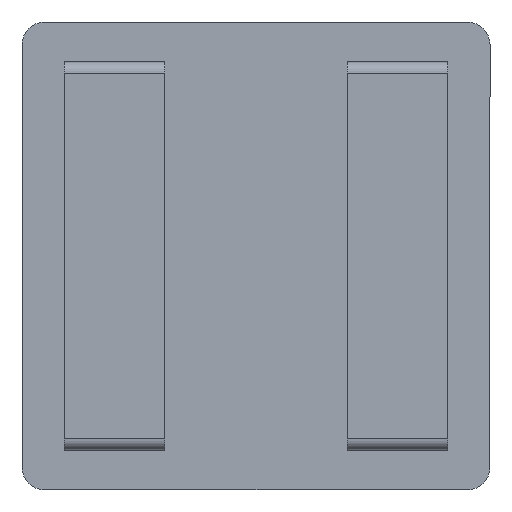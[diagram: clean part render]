
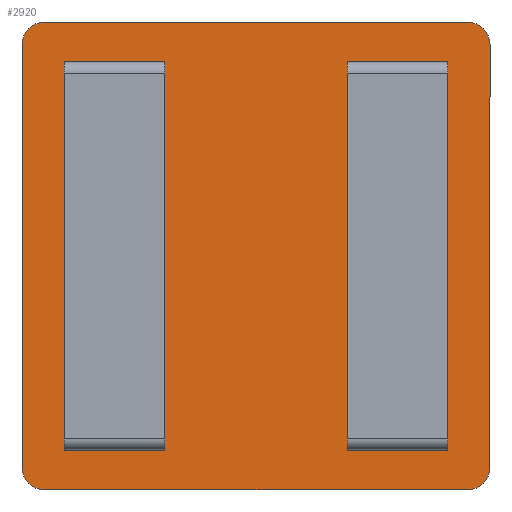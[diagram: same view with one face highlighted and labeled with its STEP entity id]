
A CAD part, front view. The second image highlights one B-rep face of the part: STEP entity #2920.
In plain terms, the highlighted planar face has unit normal (0, -1, 0).
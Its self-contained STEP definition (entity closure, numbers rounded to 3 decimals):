
#24 = VERTEX_POINT ( 'NONE', #2235 ) ;
#148 = EDGE_CURVE ( 'NONE', #3400, #603, #4002, .T. ) ;
#200 = DIRECTION ( 'NONE',  ( -1., 0., 0. ) ) ;
#271 = CARTESIAN_POINT ( 'NONE',  ( 1.68, 0., 1.7 ) ) ;
#304 = CARTESIAN_POINT ( 'NONE',  ( 1.68, 0., -1.7 ) ) ;
#390 = VECTOR ( 'NONE', #4039, 1000. ) ;
#408 = DIRECTION ( 'NONE',  ( -1., 0., 0. ) ) ;
#412 = DIRECTION ( 'NONE',  ( 0., -1., 0. ) ) ;
#423 = CARTESIAN_POINT ( 'NONE',  ( 0.8, 0., -1.7 ) ) ;
#447 = CARTESIAN_POINT ( 'NONE',  ( 2.05, 0., -2.05 ) ) ;
#480 = DIRECTION ( 'NONE',  ( 0., 0., -1. ) ) ;
#535 = CARTESIAN_POINT ( 'NONE',  ( 0.8, 0., -1.7 ) ) ;
#577 = AXIS2_PLACEMENT_3D ( 'NONE', #1084, #1651, #2587 ) ;
#603 = VERTEX_POINT ( 'NONE', #2101 ) ;
#614 = DIRECTION ( 'NONE',  ( 0., 0., 1. ) ) ;
#619 = CIRCLE ( 'NONE', #577, 0.2 ) ;
#633 = DIRECTION ( 'NONE',  ( 0., 0., -1. ) ) ;
#683 = CARTESIAN_POINT ( 'NONE',  ( -1.68, 0., -1.7 ) ) ;
#700 = CIRCLE ( 'NONE', #1278, 0.2 ) ;
#702 = DIRECTION ( 'NONE',  ( 1., 0., 0. ) ) ;
#710 = LINE ( 'NONE', #304, #1545 ) ;
#753 = CARTESIAN_POINT ( 'NONE',  ( -1.68, 0., -1.7 ) ) ;
#770 = EDGE_CURVE ( 'NONE', #2296, #2733, #4288, .T. ) ;
#816 = FACE_BOUND ( 'NONE', #2794, .T. ) ;
#862 = LINE ( 'NONE', #4521, #3351 ) ;
#887 = CARTESIAN_POINT ( 'NONE',  ( -2.05, 0., -2.05 ) ) ;
#900 = CARTESIAN_POINT ( 'NONE',  ( -1.68, 0., 1.7 ) ) ;
#931 = VECTOR ( 'NONE', #1888, 1000. ) ;
#955 = DIRECTION ( 'NONE',  ( 1., 0., 0. ) ) ;
#963 = ORIENTED_EDGE ( 'NONE', *, *, #1878, .F. ) ;
#1031 = LINE ( 'NONE', #1514, #931 ) ;
#1043 = CARTESIAN_POINT ( 'NONE',  ( -1.85, 0., 1.85 ) ) ;
#1083 = CARTESIAN_POINT ( 'NONE',  ( 2.05, 0., -1.85 ) ) ;
#1084 = CARTESIAN_POINT ( 'NONE',  ( -1.85, 0., -1.85 ) ) ;
#1092 = CARTESIAN_POINT ( 'NONE',  ( -0.8, 0., -1.7 ) ) ;
#1146 = LINE ( 'NONE', #3623, #2912 ) ;
#1196 = PLANE ( 'NONE',  #1507 ) ;
#1236 = DIRECTION ( 'NONE',  ( -1., 0., 0. ) ) ;
#1239 = VERTEX_POINT ( 'NONE', #2797 ) ;
#1278 = AXIS2_PLACEMENT_3D ( 'NONE', #1559, #4046, #1933 ) ;
#1313 = EDGE_CURVE ( 'NONE', #4084, #2560, #4522, .T. ) ;
#1316 = CARTESIAN_POINT ( 'NONE',  ( -2.05, 0., -1.85 ) ) ;
#1320 = CARTESIAN_POINT ( 'NONE',  ( 2.05, 0., 1.85 ) ) ;
#1366 = LINE ( 'NONE', #535, #2419 ) ;
#1382 = CARTESIAN_POINT ( 'NONE',  ( 1.68, 0., 1.7 ) ) ;
#1396 = DIRECTION ( 'NONE',  ( 0., 0., 1. ) ) ;
#1408 = LINE ( 'NONE', #887, #3181 ) ;
#1507 = AXIS2_PLACEMENT_3D ( 'NONE', #4402, #3669, #1549 ) ;
#1514 = CARTESIAN_POINT ( 'NONE',  ( -1.68, 0., -1.7 ) ) ;
#1519 = ORIENTED_EDGE ( 'NONE', *, *, #3019, .F. ) ;
#1545 = VECTOR ( 'NONE', #955, 1000. ) ;
#1549 = DIRECTION ( 'NONE',  ( 0., 0., 1. ) ) ;
#1559 = CARTESIAN_POINT ( 'NONE',  ( 1.85, 0., 1.85 ) ) ;
#1584 = CIRCLE ( 'NONE', #2321, 0.2 ) ;
#1651 = DIRECTION ( 'NONE',  ( 0., -1., 0. ) ) ;
#1657 = VECTOR ( 'NONE', #702, 1000. ) ;
#1663 = AXIS2_PLACEMENT_3D ( 'NONE', #1043, #3518, #1396 ) ;
#1671 = EDGE_CURVE ( 'NONE', #603, #3727, #1366, .T. ) ;
#1706 = ORIENTED_EDGE ( 'NONE', *, *, #1930, .T. ) ;
#1776 = DIRECTION ( 'NONE',  ( 1., 0., 0. ) ) ;
#1783 = CARTESIAN_POINT ( 'NONE',  ( -1.85, 0., -2.05 ) ) ;
#1817 = CARTESIAN_POINT ( 'NONE',  ( 1.85, 0., -1.85 ) ) ;
#1878 = EDGE_CURVE ( 'NONE', #3727, #24, #710, .T. ) ;
#1888 = DIRECTION ( 'NONE',  ( 0., 0., -1. ) ) ;
#1930 = EDGE_CURVE ( 'NONE', #3377, #1968, #619, .T. ) ;
#1933 = DIRECTION ( 'NONE',  ( 0., 0., 1. ) ) ;
#1968 = VERTEX_POINT ( 'NONE', #1783 ) ;
#1983 = EDGE_CURVE ( 'NONE', #24, #3400, #2373, .T. ) ;
#1986 = ORIENTED_EDGE ( 'NONE', *, *, #2487, .F. ) ;
#2060 = VERTEX_POINT ( 'NONE', #2928 ) ;
#2101 = CARTESIAN_POINT ( 'NONE',  ( 0.8, 0., 1.7 ) ) ;
#2116 = VERTEX_POINT ( 'NONE', #2881 ) ;
#2133 = CARTESIAN_POINT ( 'NONE',  ( 1.85, 0., -2.05 ) ) ;
#2140 = CARTESIAN_POINT ( 'NONE',  ( 1.68, 0., -1.7 ) ) ;
#2208 = DIRECTION ( 'NONE',  ( 0., 0., 1. ) ) ;
#2235 = CARTESIAN_POINT ( 'NONE',  ( 1.68, 0., -1.7 ) ) ;
#2256 = LINE ( 'NONE', #2509, #2975 ) ;
#2291 = CARTESIAN_POINT ( 'NONE',  ( -1.68, 0., 1.7 ) ) ;
#2296 = VERTEX_POINT ( 'NONE', #1320 ) ;
#2321 = AXIS2_PLACEMENT_3D ( 'NONE', #1817, #412, #2872 ) ;
#2367 = VECTOR ( 'NONE', #200, 1000. ) ;
#2373 = LINE ( 'NONE', #2140, #390 ) ;
#2380 = VECTOR ( 'NONE', #480, 1000. ) ;
#2419 = VECTOR ( 'NONE', #633, 1000. ) ;
#2463 = LINE ( 'NONE', #2291, #2367 ) ;
#2487 = EDGE_CURVE ( 'NONE', #1239, #2060, #2256, .T. ) ;
#2509 = CARTESIAN_POINT ( 'NONE',  ( -2.05, 0., 2.05 ) ) ;
#2560 = VERTEX_POINT ( 'NONE', #1092 ) ;
#2586 = FACE_BOUND ( 'NONE', #3164, .T. ) ;
#2587 = DIRECTION ( 'NONE',  ( 0., 0., 1. ) ) ;
#2672 = EDGE_CURVE ( 'NONE', #4561, #2733, #1584, .T. ) ;
#2733 = VERTEX_POINT ( 'NONE', #1083 ) ;
#2794 = EDGE_LOOP ( 'NONE', ( #963, #3833, #2879, #4123 ) ) ;
#2797 = CARTESIAN_POINT ( 'NONE',  ( -1.85, 0., 2.05 ) ) ;
#2846 = EDGE_CURVE ( 'NONE', #2560, #3178, #1146, .T. ) ;
#2860 = EDGE_CURVE ( 'NONE', #3247, #4084, #1031, .T. ) ;
#2872 = DIRECTION ( 'NONE',  ( 0., 0., 1. ) ) ;
#2879 = ORIENTED_EDGE ( 'NONE', *, *, #148, .F. ) ;
#2881 = CARTESIAN_POINT ( 'NONE',  ( -2.05, 0., 1.85 ) ) ;
#2912 = VECTOR ( 'NONE', #2208, 1000. ) ;
#2920 = ADVANCED_FACE ( 'NONE', ( #2586, #4619, #816 ), #1196, .F. ) ;
#2928 = CARTESIAN_POINT ( 'NONE',  ( 1.85, 0., 2.05 ) ) ;
#2950 = EDGE_CURVE ( 'NONE', #2296, #2060, #700, .T. ) ;
#2975 = VECTOR ( 'NONE', #1776, 1000. ) ;
#3010 = ORIENTED_EDGE ( 'NONE', *, *, #2846, .F. ) ;
#3019 = EDGE_CURVE ( 'NONE', #3178, #3247, #2463, .T. ) ;
#3033 = EDGE_CURVE ( 'NONE', #4561, #1968, #1408, .T. ) ;
#3057 = EDGE_LOOP ( 'NONE', ( #3504, #4327, #3842, #4553, #1986, #4088, #4384, #1706 ) ) ;
#3164 = EDGE_LOOP ( 'NONE', ( #3498, #1519, #3010, #3236 ) ) ;
#3178 = VERTEX_POINT ( 'NONE', #3315 ) ;
#3181 = VECTOR ( 'NONE', #1236, 1000. ) ;
#3236 = ORIENTED_EDGE ( 'NONE', *, *, #1313, .F. ) ;
#3247 = VERTEX_POINT ( 'NONE', #900 ) ;
#3315 = CARTESIAN_POINT ( 'NONE',  ( -0.8, 0., 1.7 ) ) ;
#3351 = VECTOR ( 'NONE', #614, 1000. ) ;
#3377 = VERTEX_POINT ( 'NONE', #1316 ) ;
#3400 = VERTEX_POINT ( 'NONE', #1382 ) ;
#3498 = ORIENTED_EDGE ( 'NONE', *, *, #2860, .F. ) ;
#3504 = ORIENTED_EDGE ( 'NONE', *, *, #3033, .F. ) ;
#3518 = DIRECTION ( 'NONE',  ( 0., -1., 0. ) ) ;
#3558 = EDGE_CURVE ( 'NONE', #1239, #2116, #3749, .T. ) ;
#3623 = CARTESIAN_POINT ( 'NONE',  ( -0.8, 0., -1.7 ) ) ;
#3669 = DIRECTION ( 'NONE',  ( 0., 1., 0. ) ) ;
#3727 = VERTEX_POINT ( 'NONE', #423 ) ;
#3749 = CIRCLE ( 'NONE', #1663, 0.2 ) ;
#3833 = ORIENTED_EDGE ( 'NONE', *, *, #1671, .F. ) ;
#3842 = ORIENTED_EDGE ( 'NONE', *, *, #770, .F. ) ;
#3879 = VECTOR ( 'NONE', #408, 1000. ) ;
#3906 = EDGE_CURVE ( 'NONE', #3377, #2116, #862, .T. ) ;
#4002 = LINE ( 'NONE', #271, #3879 ) ;
#4039 = DIRECTION ( 'NONE',  ( 0., 0., 1. ) ) ;
#4046 = DIRECTION ( 'NONE',  ( 0., -1., 0. ) ) ;
#4084 = VERTEX_POINT ( 'NONE', #753 ) ;
#4088 = ORIENTED_EDGE ( 'NONE', *, *, #3558, .T. ) ;
#4123 = ORIENTED_EDGE ( 'NONE', *, *, #1983, .F. ) ;
#4288 = LINE ( 'NONE', #447, #2380 ) ;
#4327 = ORIENTED_EDGE ( 'NONE', *, *, #2672, .T. ) ;
#4384 = ORIENTED_EDGE ( 'NONE', *, *, #3906, .F. ) ;
#4402 = CARTESIAN_POINT ( 'NONE',  ( 0., 0., 0. ) ) ;
#4521 = CARTESIAN_POINT ( 'NONE',  ( -2.05, 0., -2.05 ) ) ;
#4522 = LINE ( 'NONE', #683, #1657 ) ;
#4553 = ORIENTED_EDGE ( 'NONE', *, *, #2950, .T. ) ;
#4561 = VERTEX_POINT ( 'NONE', #2133 ) ;
#4619 = FACE_OUTER_BOUND ( 'NONE', #3057, .T. ) ;
